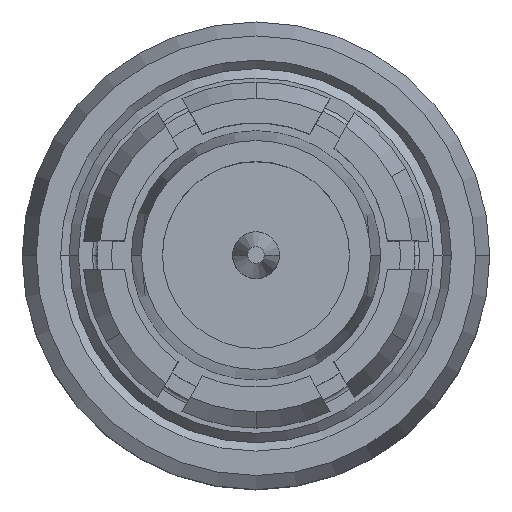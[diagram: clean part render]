
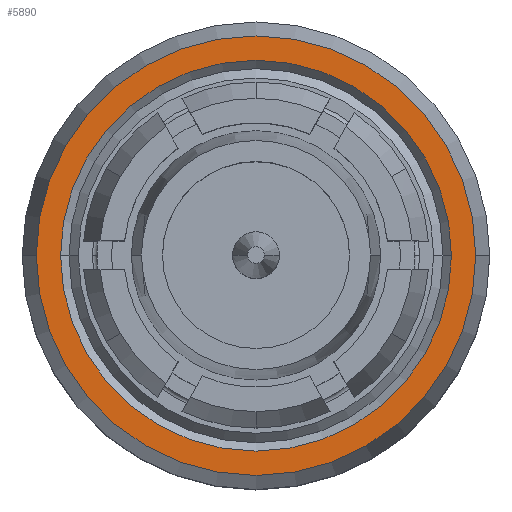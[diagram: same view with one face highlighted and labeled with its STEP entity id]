
A CAD part, top view. The second image highlights one B-rep face of the part: STEP entity #5890.
In plain terms, the highlighted planar face has unit normal (0, 0, 1).
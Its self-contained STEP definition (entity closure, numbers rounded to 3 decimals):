
#1 = CIRCLE ( 'NONE', #4977, 2.09 ) ;
#2 = AXIS2_PLACEMENT_3D ( 'NONE', #5917, #4669, #1906 ) ;
#91 = AXIS2_PLACEMENT_3D ( 'NONE', #103, #2717, #2165 ) ;
#103 = CARTESIAN_POINT ( 'NONE',  ( 0., 0., -4.3 ) ) ;
#370 = EDGE_LOOP ( 'NONE', ( #584, #2777 ) ) ;
#461 = CARTESIAN_POINT ( 'NONE',  ( 0., 0., -4.3 ) ) ;
#584 = ORIENTED_EDGE ( 'NONE', *, *, #1863, .T. ) ;
#1555 = CIRCLE ( 'NONE', #2, 2.35 ) ;
#1560 = DIRECTION ( 'NONE',  ( -1., 0., 0. ) ) ;
#1665 = AXIS2_PLACEMENT_3D ( 'NONE', #4373, #3650, #1560 ) ;
#1863 = EDGE_CURVE ( 'NONE', #3766, #4944, #2296, .T. ) ;
#1906 = DIRECTION ( 'NONE',  ( 1., 0., 0. ) ) ;
#2086 = CARTESIAN_POINT ( 'NONE',  ( 2.09, 0., -4.3 ) ) ;
#2165 = DIRECTION ( 'NONE',  ( -1., 0., 0. ) ) ;
#2258 = CARTESIAN_POINT ( 'NONE',  ( 2.35, 0., -4.3 ) ) ;
#2296 = CIRCLE ( 'NONE', #1665, 2.09 ) ;
#2321 = CIRCLE ( 'NONE', #4958, 2.35 ) ;
#2486 = VERTEX_POINT ( 'NONE', #2258 ) ;
#2717 = DIRECTION ( 'NONE',  ( 0., 0., -1. ) ) ;
#2719 = VERTEX_POINT ( 'NONE', #4386 ) ;
#2731 = EDGE_CURVE ( 'NONE', #4944, #3766, #1, .T. ) ;
#2777 = ORIENTED_EDGE ( 'NONE', *, *, #2731, .T. ) ;
#3086 = CARTESIAN_POINT ( 'NONE',  ( 0., 0., -4.3 ) ) ;
#3233 = EDGE_LOOP ( 'NONE', ( #5166, #5974 ) ) ;
#3650 = DIRECTION ( 'NONE',  ( 0., 0., -1. ) ) ;
#3766 = VERTEX_POINT ( 'NONE', #2086 ) ;
#4149 = DIRECTION ( 'NONE',  ( 0., 0., 1. ) ) ;
#4240 = EDGE_CURVE ( 'NONE', #2486, #2719, #1555, .T. ) ;
#4373 = CARTESIAN_POINT ( 'NONE',  ( 0., 0., -4.3 ) ) ;
#4386 = CARTESIAN_POINT ( 'NONE',  ( -2.35, 0., -4.3 ) ) ;
#4442 = CARTESIAN_POINT ( 'NONE',  ( -2.09, 0., -4.3 ) ) ;
#4669 = DIRECTION ( 'NONE',  ( 0., 0., 1. ) ) ;
#4873 = DIRECTION ( 'NONE',  ( -1., 0., 0. ) ) ;
#4944 = VERTEX_POINT ( 'NONE', #4442 ) ;
#4958 = AXIS2_PLACEMENT_3D ( 'NONE', #3086, #4149, #5129 ) ;
#4977 = AXIS2_PLACEMENT_3D ( 'NONE', #461, #5751, #4873 ) ;
#5116 = EDGE_CURVE ( 'NONE', #2719, #2486, #2321, .T. ) ;
#5129 = DIRECTION ( 'NONE',  ( 1., 0., 0. ) ) ;
#5166 = ORIENTED_EDGE ( 'NONE', *, *, #5116, .T. ) ;
#5507 = FACE_OUTER_BOUND ( 'NONE', #3233, .T. ) ;
#5529 = PLANE ( 'NONE',  #91 ) ;
#5651 = FACE_BOUND ( 'NONE', #370, .T. ) ;
#5751 = DIRECTION ( 'NONE',  ( 0., 0., -1. ) ) ;
#5890 = ADVANCED_FACE ( 'NONE', ( #5651, #5507 ), #5529, .F. ) ;
#5917 = CARTESIAN_POINT ( 'NONE',  ( 0., 0., -4.3 ) ) ;
#5974 = ORIENTED_EDGE ( 'NONE', *, *, #4240, .T. ) ;
